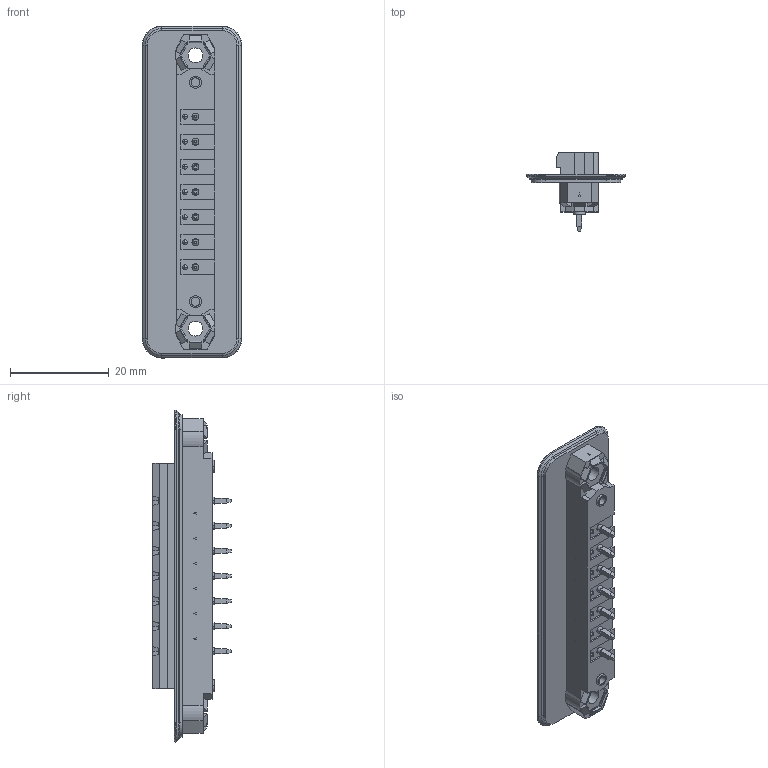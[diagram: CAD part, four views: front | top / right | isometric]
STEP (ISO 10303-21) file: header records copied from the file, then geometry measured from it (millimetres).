
FILE_DESCRIPTION(('STEP AP214'),'1');
FILE_NAME('1899333.stp','2016-07-03T19:56:58',('TraceParts'),('TraceParts S.A.'),'Spatial InterOp 3D',' ',' ');
FILE_SCHEMA(('automotive_design'));
Length unit declared in the file: millimetre
Products named in the file (1): dfk-mstbva_2.5-7-gf-5.08|1#dfk-mstbva_2.5-7-gf-5.08;dfk-mstbva_2.5-7-gf-5.08
Bounding box: 20.07 x 15.9 x 67.19 mm (x, y, z)
Volume: 4143.4 mm3; surface area: 5565.4 mm2
Topology: 1 solids, 1 shells, 832 faces, 1942 edges, 1161 vertices
Faces by surface type: plane 647, cylinder 115, sphere 28, cone 22, torus 20
Entity records: 30009 total; most frequent: CARTESIAN_POINT 4104, DIRECTION 4097, ORIENTED_EDGE 3884, EDGE_CURVE 1942, LINE 1425, VECTOR 1425, AXIS2_PLACEMENT_3D 1336, VERTEX_POINT 1161
